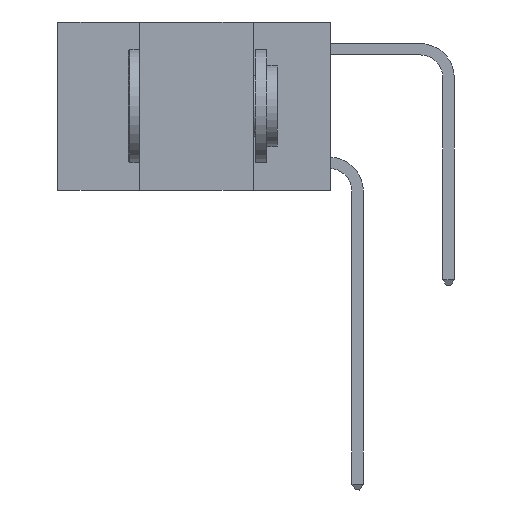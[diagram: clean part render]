
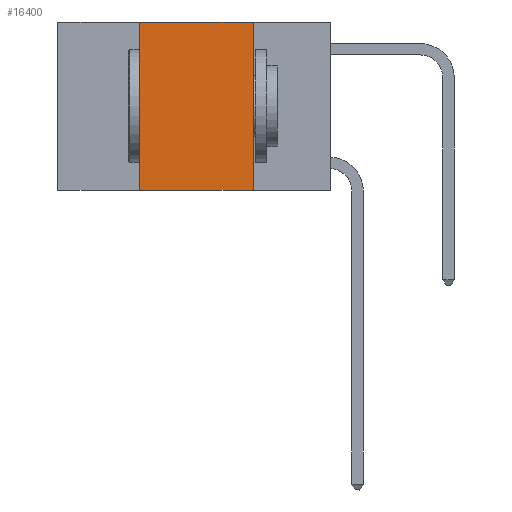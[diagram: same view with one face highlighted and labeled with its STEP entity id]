
A CAD part, left-side view. The second image highlights one B-rep face of the part: STEP entity #16400.
In plain terms, the highlighted planar face has unit normal (-1, 0, 0).
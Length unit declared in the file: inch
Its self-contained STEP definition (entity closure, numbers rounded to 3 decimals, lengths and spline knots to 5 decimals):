
#270 = CARTESIAN_POINT ( 'NONE',  ( 0., 0.42, 0. ) ) ;
#575 = VERTEX_POINT ( 'NONE', #3133 ) ;
#596 = VECTOR ( 'NONE', #5871, 39.37008 ) ;
#613 = DIRECTION ( 'NONE',  ( 0., 0., -1. ) ) ;
#978 = EDGE_LOOP ( 'NONE', ( #12003, #16338, #5409, #15572 ) ) ;
#1683 = CARTESIAN_POINT ( 'NONE',  ( 0., 0.6, -0.37 ) ) ;
#1752 = DIRECTION ( 'NONE',  ( 0., -1., 0. ) ) ;
#2606 = PLANE ( 'NONE',  #14850 ) ;
#3133 = CARTESIAN_POINT ( 'NONE',  ( 0., 0.42, -0.37 ) ) ;
#3280 = DIRECTION ( 'NONE',  ( 0., -1., 0. ) ) ;
#4235 = DIRECTION ( 'NONE',  ( 1., 0., 0. ) ) ;
#4402 = LINE ( 'NONE', #15620, #596 ) ;
#4657 = LINE ( 'NONE', #20201, #18959 ) ;
#4680 = CARTESIAN_POINT ( 'NONE',  ( 0., 0.17, 0. ) ) ;
#5409 = ORIENTED_EDGE ( 'NONE', *, *, #5923, .F. ) ;
#5763 = EDGE_CURVE ( 'NONE', #18282, #9312, #4657, .T. ) ;
#5871 = DIRECTION ( 'NONE',  ( 0., 0., 1. ) ) ;
#5923 = EDGE_CURVE ( 'NONE', #575, #6494, #4402, .T. ) ;
#6356 = EDGE_CURVE ( 'NONE', #575, #9312, #19478, .T. ) ;
#6494 = VERTEX_POINT ( 'NONE', #270 ) ;
#8309 = CARTESIAN_POINT ( 'NONE',  ( 0., 0.17, -0.37 ) ) ;
#8711 = VECTOR ( 'NONE', #3280, 39.37008 ) ;
#9209 = LINE ( 'NONE', #16216, #8711 ) ;
#9312 = VERTEX_POINT ( 'NONE', #8309 ) ;
#11106 = EDGE_CURVE ( 'NONE', #6494, #18282, #9209, .T. ) ;
#12003 = ORIENTED_EDGE ( 'NONE', *, *, #5763, .F. ) ;
#14850 = AXIS2_PLACEMENT_3D ( 'NONE', #15443, #4235, #15520 ) ;
#14996 = VECTOR ( 'NONE', #1752, 39.37008 ) ;
#15443 = CARTESIAN_POINT ( 'NONE',  ( 0., 0.6, 0. ) ) ;
#15520 = DIRECTION ( 'NONE',  ( 0., 0., -1. ) ) ;
#15572 = ORIENTED_EDGE ( 'NONE', *, *, #6356, .T. ) ;
#15620 = CARTESIAN_POINT ( 'NONE',  ( 0., 0.42, 0. ) ) ;
#16216 = CARTESIAN_POINT ( 'NONE',  ( 0., 0.6, 0. ) ) ;
#16338 = ORIENTED_EDGE ( 'NONE', *, *, #11106, .F. ) ;
#16400 = ADVANCED_FACE ( 'NONE', ( #17076 ), #2606, .F. ) ;
#17076 = FACE_OUTER_BOUND ( 'NONE', #978, .T. ) ;
#18282 = VERTEX_POINT ( 'NONE', #4680 ) ;
#18959 = VECTOR ( 'NONE', #613, 39.37008 ) ;
#19478 = LINE ( 'NONE', #1683, #14996 ) ;
#20201 = CARTESIAN_POINT ( 'NONE',  ( 0., 0.17, 0. ) ) ;
